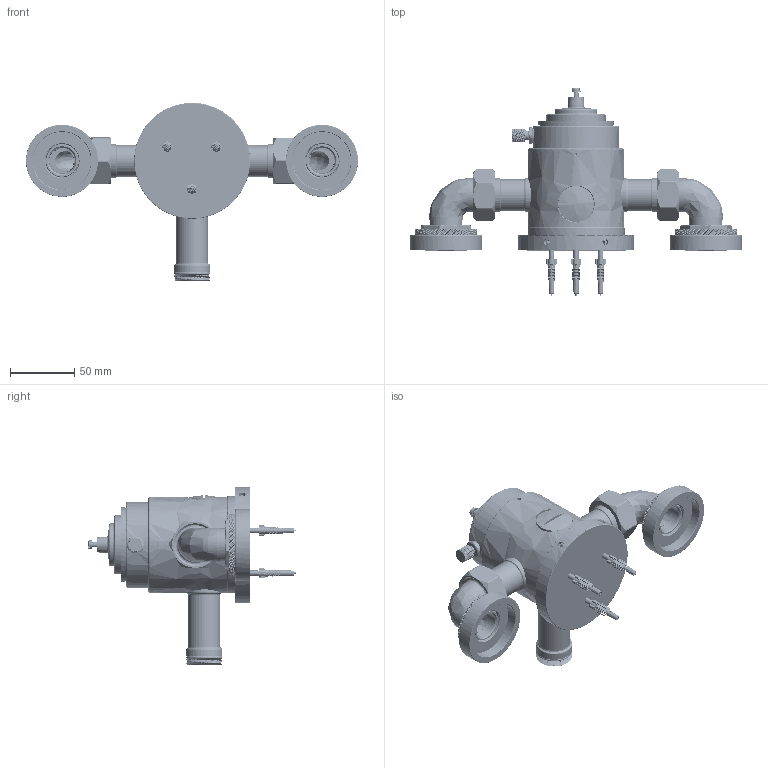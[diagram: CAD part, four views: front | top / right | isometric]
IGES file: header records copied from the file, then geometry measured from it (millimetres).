
Global section: file name: V740-A-K; native system: Autodesk Inventor 2018; preprocessor: unknown; author: gwilkes; date: 20180228.112045; units: millimetre
Bounding box: 257.92 x 161.05 x 138.5 mm (x, y, z)
Volume: 515309.5 mm3; surface area: 236182.5 mm2
Topology: 60 solids, 60 shells, 10895 faces, 24703 edges, 14008 vertices
Faces by surface type: bspline 10895
